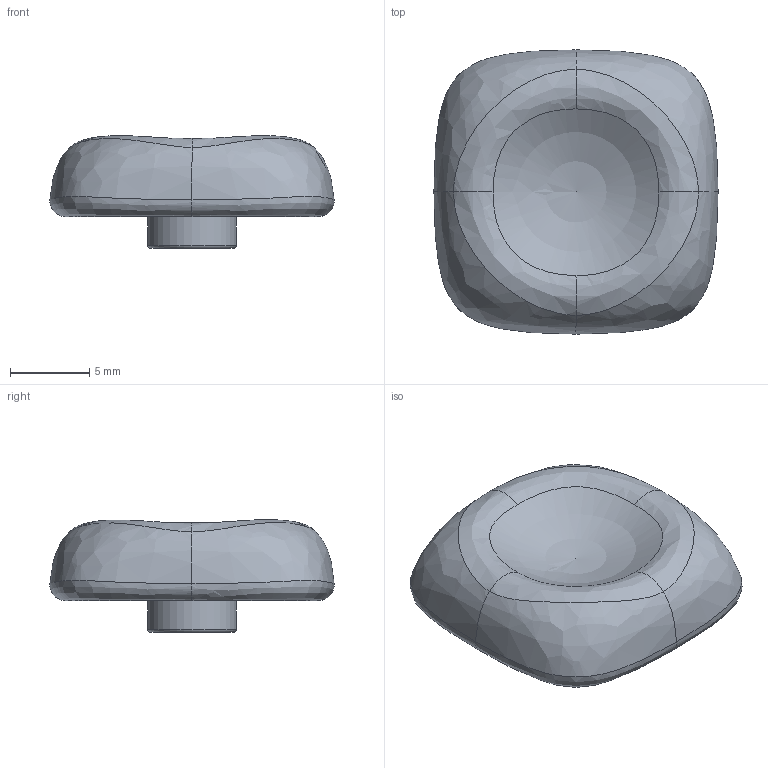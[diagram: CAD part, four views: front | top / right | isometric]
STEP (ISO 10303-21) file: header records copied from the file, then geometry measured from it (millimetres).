
FILE_DESCRIPTION(/* description */ (''),/* implementation_level */ '2;1');
FILE_NAME(/* name */ 'Normal.step',/* time_stamp */ '2024-10-08T19:42:40+05:00',/* author */ (''),/* organization */ (''),/* preprocessor_version */ 'ST-DEVELOPER v20',/* originating_system */ 'Autodesk Translation Framework v13.20.0.188',/* authorisation */ '');
FILE_SCHEMA (('AUTOMOTIVE_DESIGN { 1 0 10303 214 3 1 1 }'));
Length unit declared in the file: millimetre
Products named in the file (1): (Unsaved)
Bounding box: 17.92 x 17.93 x 7.1 mm (x, y, z)
Volume: 840.5 mm3; surface area: 959.8 mm2
Topology: 1 solids, 1 shells, 123 faces, 304 edges, 184 vertices
Faces by surface type: bspline 76, cylinder 26, plane 15, torus 4, sphere 2
Full cylindrical faces by diameter (mm): 5.6 x1, 7 x1
Entity records: 7175 total; most frequent: CARTESIAN_POINT 4521, ORIENTED_EDGE 606, DIRECTION 468, EDGE_CURVE 303, AXIS2_PLACEMENT_3D 203, VERTEX_POINT 184, CIRCLE 155, EDGE_LOOP 125
